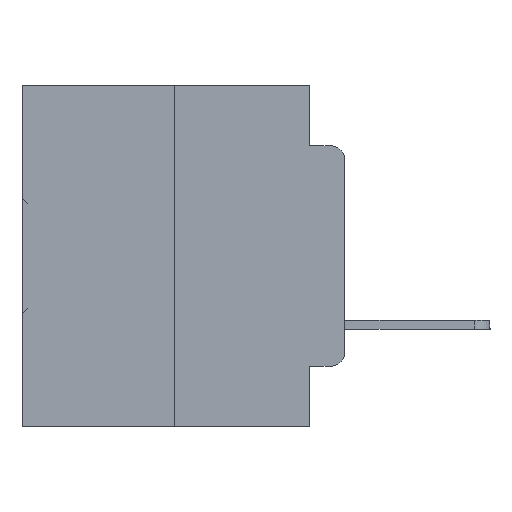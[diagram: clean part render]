
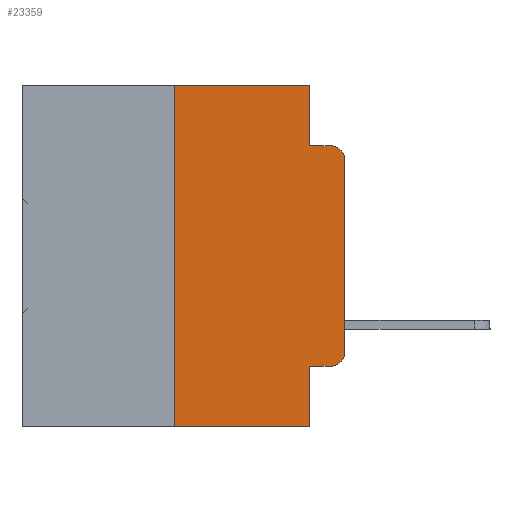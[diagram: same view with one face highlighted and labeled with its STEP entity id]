
A CAD part, left-side view. The second image highlights one B-rep face of the part: STEP entity #23359.
In plain terms, the highlighted planar face has unit normal (-1, 0, 0).
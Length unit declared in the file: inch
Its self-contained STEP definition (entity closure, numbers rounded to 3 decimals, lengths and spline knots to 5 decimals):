
#800 = CARTESIAN_POINT ( 'NONE',  ( 0., 0., -0.1085 ) ) ;
#1316 = CARTESIAN_POINT ( 'NONE',  ( 0., 0.051, -0.0885 ) ) ;
#1548 = CARTESIAN_POINT ( 'NONE',  ( 0., 0.473, 0. ) ) ;
#1919 = EDGE_CURVE ( 'NONE', #21296, #4390, #3223, .T. ) ;
#2256 = PLANE ( 'NONE',  #19503 ) ;
#2465 = AXIS2_PLACEMENT_3D ( 'NONE', #9640, #31223, #34419 ) ;
#2792 = EDGE_LOOP ( 'NONE', ( #34905, #7907, #28841, #5042, #26102, #19245, #8303, #15825, #33468, #10371 ) ) ;
#3223 = LINE ( 'NONE', #5736, #29095 ) ;
#4390 = VERTEX_POINT ( 'NONE', #5307 ) ;
#4476 = DIRECTION ( 'NONE',  ( 0., -1., 0. ) ) ;
#5042 = ORIENTED_EDGE ( 'NONE', *, *, #24041, .F. ) ;
#5307 = CARTESIAN_POINT ( 'NONE',  ( 0., 0.02, -0.0885 ) ) ;
#5736 = CARTESIAN_POINT ( 'NONE',  ( 0., 0.051, -0.0885 ) ) ;
#5885 = CARTESIAN_POINT ( 'NONE',  ( 0., 0.051, 0. ) ) ;
#6545 = LINE ( 'NONE', #28095, #8895 ) ;
#7626 = FACE_OUTER_BOUND ( 'NONE', #2792, .T. ) ;
#7741 = EDGE_CURVE ( 'NONE', #26993, #4390, #14433, .T. ) ;
#7907 = ORIENTED_EDGE ( 'NONE', *, *, #7741, .T. ) ;
#7973 = CARTESIAN_POINT ( 'NONE',  ( 0., 0., -0.3915 ) ) ;
#8303 = ORIENTED_EDGE ( 'NONE', *, *, #10369, .T. ) ;
#8418 = VERTEX_POINT ( 'NONE', #16491 ) ;
#8895 = VECTOR ( 'NONE', #14538, 39.37008 ) ;
#8956 = LINE ( 'NONE', #24820, #15274 ) ;
#9030 = EDGE_CURVE ( 'NONE', #10209, #26993, #21044, .T. ) ;
#9424 = DIRECTION ( 'NONE',  ( 0., 0., -1. ) ) ;
#9640 = CARTESIAN_POINT ( 'NONE',  ( 0., 0.02, -0.1085 ) ) ;
#10209 = VERTEX_POINT ( 'NONE', #7973 ) ;
#10369 = EDGE_CURVE ( 'NONE', #32850, #13092, #6545, .T. ) ;
#10371 = ORIENTED_EDGE ( 'NONE', *, *, #19230, .T. ) ;
#10841 = DIRECTION ( 'NONE',  ( 0., 0., -1. ) ) ;
#11357 = VERTEX_POINT ( 'NONE', #17479 ) ;
#13092 = VERTEX_POINT ( 'NONE', #20469 ) ;
#13245 = LINE ( 'NONE', #18956, #15533 ) ;
#13830 = EDGE_CURVE ( 'NONE', #11357, #26265, #8956, .T. ) ;
#13913 = EDGE_CURVE ( 'NONE', #24478, #8418, #14809, .T. ) ;
#14135 = AXIS2_PLACEMENT_3D ( 'NONE', #33669, #23160, #9424 ) ;
#14269 = CARTESIAN_POINT ( 'NONE',  ( 0., 0.25, 0. ) ) ;
#14433 = CIRCLE ( 'NONE', #2465, 0.02 ) ;
#14538 = DIRECTION ( 'NONE',  ( 0., -1., 0. ) ) ;
#14809 = LINE ( 'NONE', #18018, #22117 ) ;
#15274 = VECTOR ( 'NONE', #19816, 39.37008 ) ;
#15533 = VECTOR ( 'NONE', #29838, 39.37008 ) ;
#15825 = ORIENTED_EDGE ( 'NONE', *, *, #23116, .F. ) ;
#16491 = CARTESIAN_POINT ( 'NONE',  ( 0., 0.051, 0. ) ) ;
#16594 = DIRECTION ( 'NONE',  ( 0., -1., 0. ) ) ;
#17479 = CARTESIAN_POINT ( 'NONE',  ( 0., 0.051, -0.4115 ) ) ;
#18018 = CARTESIAN_POINT ( 'NONE',  ( 0., 0.473, 0. ) ) ;
#18138 = DIRECTION ( 'NONE',  ( 0., 0., -1. ) ) ;
#18168 = LINE ( 'NONE', #31896, #24199 ) ;
#18483 = DIRECTION ( 'NONE',  ( 1., 0., 0. ) ) ;
#18956 = CARTESIAN_POINT ( 'NONE',  ( 0., 0.051, 0. ) ) ;
#19229 = LINE ( 'NONE', #5885, #21759 ) ;
#19230 = EDGE_CURVE ( 'NONE', #26265, #10209, #21542, .T. ) ;
#19245 = ORIENTED_EDGE ( 'NONE', *, *, #27526, .F. ) ;
#19503 = AXIS2_PLACEMENT_3D ( 'NONE', #1548, #18483, #18138 ) ;
#19816 = DIRECTION ( 'NONE',  ( 0., -1., 0. ) ) ;
#20469 = CARTESIAN_POINT ( 'NONE',  ( 0., 0.051, -0.5 ) ) ;
#21044 = LINE ( 'NONE', #28899, #28736 ) ;
#21296 = VERTEX_POINT ( 'NONE', #1316 ) ;
#21542 = CIRCLE ( 'NONE', #14135, 0.02 ) ;
#21759 = VECTOR ( 'NONE', #10841, 39.37008 ) ;
#22117 = VECTOR ( 'NONE', #4476, 39.37008 ) ;
#23116 = EDGE_CURVE ( 'NONE', #11357, #13092, #19229, .T. ) ;
#23137 = CARTESIAN_POINT ( 'NONE',  ( 0., 0.02, -0.4115 ) ) ;
#23160 = DIRECTION ( 'NONE',  ( -1., 0., 0. ) ) ;
#23359 = ADVANCED_FACE ( 'NONE', ( #7626 ), #2256, .F. ) ;
#23655 = CARTESIAN_POINT ( 'NONE',  ( 0., 0.25, -0.5 ) ) ;
#24041 = EDGE_CURVE ( 'NONE', #8418, #21296, #13245, .T. ) ;
#24199 = VECTOR ( 'NONE', #34223, 39.37008 ) ;
#24478 = VERTEX_POINT ( 'NONE', #14269 ) ;
#24820 = CARTESIAN_POINT ( 'NONE',  ( 0., 0.051, -0.4115 ) ) ;
#25698 = DIRECTION ( 'NONE',  ( 0., 0., 1. ) ) ;
#26102 = ORIENTED_EDGE ( 'NONE', *, *, #13913, .F. ) ;
#26265 = VERTEX_POINT ( 'NONE', #23137 ) ;
#26993 = VERTEX_POINT ( 'NONE', #800 ) ;
#27526 = EDGE_CURVE ( 'NONE', #32850, #24478, #18168, .T. ) ;
#28095 = CARTESIAN_POINT ( 'NONE',  ( 0., 0.473, -0.5 ) ) ;
#28736 = VECTOR ( 'NONE', #25698, 39.37008 ) ;
#28841 = ORIENTED_EDGE ( 'NONE', *, *, #1919, .F. ) ;
#28899 = CARTESIAN_POINT ( 'NONE',  ( 0., 0., 0. ) ) ;
#29095 = VECTOR ( 'NONE', #16594, 39.37008 ) ;
#29838 = DIRECTION ( 'NONE',  ( 0., 0., -1. ) ) ;
#31223 = DIRECTION ( 'NONE',  ( -1., 0., 0. ) ) ;
#31896 = CARTESIAN_POINT ( 'NONE',  ( 0., 0.25, 0. ) ) ;
#32850 = VERTEX_POINT ( 'NONE', #23655 ) ;
#33468 = ORIENTED_EDGE ( 'NONE', *, *, #13830, .T. ) ;
#33669 = CARTESIAN_POINT ( 'NONE',  ( 0., 0.02, -0.3915 ) ) ;
#34223 = DIRECTION ( 'NONE',  ( 0., 0., 1. ) ) ;
#34419 = DIRECTION ( 'NONE',  ( 0., 0., -1. ) ) ;
#34905 = ORIENTED_EDGE ( 'NONE', *, *, #9030, .T. ) ;
